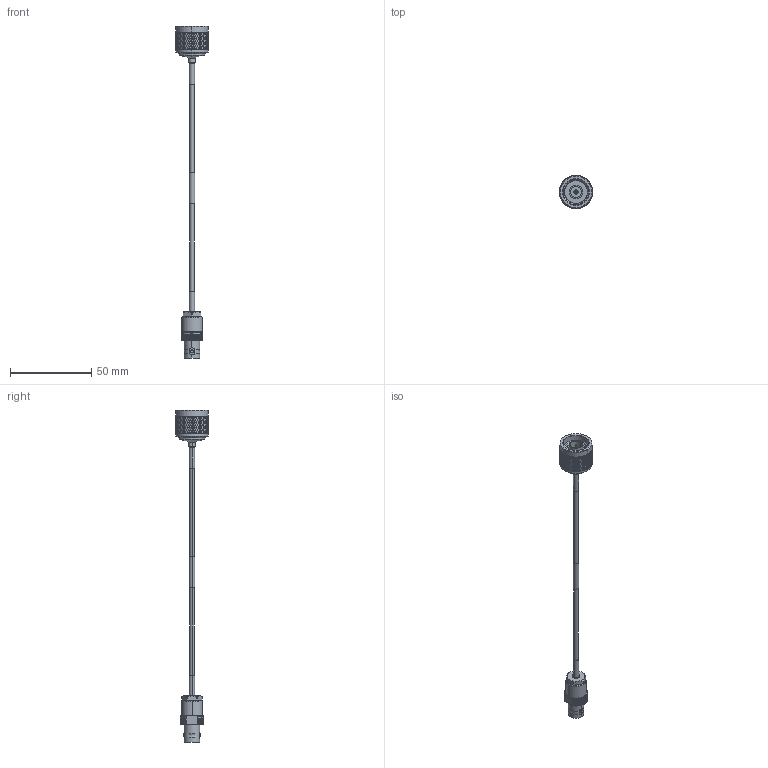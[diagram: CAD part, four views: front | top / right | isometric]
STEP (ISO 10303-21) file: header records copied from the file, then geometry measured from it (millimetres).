
FILE_DESCRIPTION (( 'STEP AP214' ), '1' );
FILE_NAME ('LCCA30635.step', '2020-05-06T20:36:58', ( '' ), ( '' ), 'SwSTEP 2.0', 'SolidWorks 2018', '' );
FILE_SCHEMA (( 'AUTOMOTIVE_DESIGN' ));
Length unit declared in the file: inch
Products named in the file (5): Label^LCCA30635; LC085TBJ^LCCA30635; LCCA30635; LCCN3041^LCCA30635_Heat Shrink; LCCN3050^LCCA30635_Heat Shrink
Assembly tree (4 placements, depth 2):
  LCCA30635
    LC085TBJ^LCCA30635
    Label^LCCA30635
    LCCN3041^LCCA30635_Heat Shrink
    LCCN3050^LCCA30635_Heat Shrink
Bounding box: 20.32 x 20.32 x 203.85 mm (x, y, z)
Volume: 7492.3 mm3; surface area: 7995.1 mm2
Topology: 9 solids, 9 shells, 2713 faces, 5814 edges, 3136 vertices
Faces by surface type: bspline 1802, cylinder 596, plane 156, cone 151, torus 8
Entity records: 102572 total; most frequent: CARTESIAN_POINT 64178, ORIENTED_EDGE 11624, EDGE_CURVE 5812, DIRECTION 3331, VERTEX_POINT 3136, EDGE_LOOP 2742, ADVANCED_FACE 2713, FACE_OUTER_BOUND 2713
